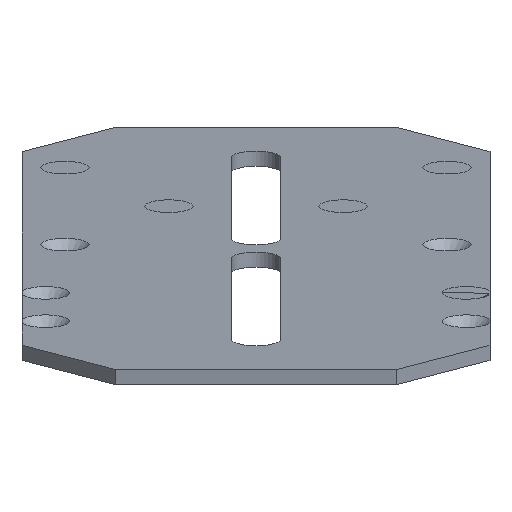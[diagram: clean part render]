
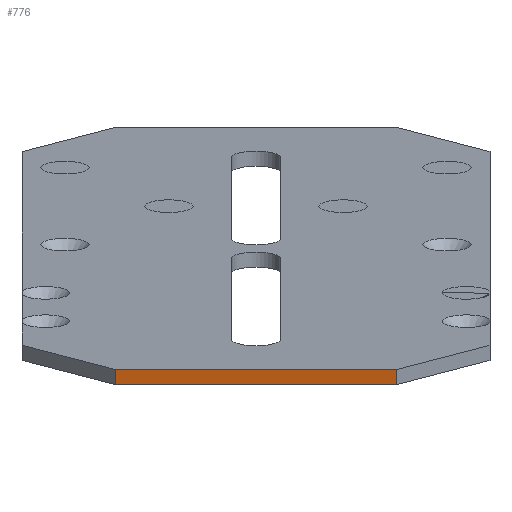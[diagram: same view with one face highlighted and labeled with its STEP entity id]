
A CAD part, front view. The second image highlights one B-rep face of the part: STEP entity #776.
In plain terms, the highlighted planar face has unit normal (0, -0.966, -0.259).
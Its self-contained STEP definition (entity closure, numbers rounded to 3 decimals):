
#64=PLANE('',#868);
#102=FACE_OUTER_BOUND('',#160,.T.);
#160=EDGE_LOOP('',(#713,#714,#715,#716));
#175=LINE('',#1133,#239);
#220=LINE('',#1308,#284);
#221=LINE('',#1311,#285);
#226=LINE('',#1319,#290);
#239=VECTOR('',#903,10.);
#284=VECTOR('',#1074,10.);
#285=VECTOR('',#1077,10.);
#290=VECTOR('',#1084,10.);
#349=VERTEX_POINT('',#1130);
#350=VERTEX_POINT('',#1132);
#399=VERTEX_POINT('',#1306);
#400=VERTEX_POINT('',#1310);
#420=EDGE_CURVE('',#349,#350,#175,.T.);
#504=EDGE_CURVE('',#350,#399,#220,.T.);
#505=EDGE_CURVE('',#399,#400,#221,.T.);
#510=EDGE_CURVE('',#400,#349,#226,.T.);
#713=ORIENTED_EDGE('',*,*,#504,.F.);
#714=ORIENTED_EDGE('',*,*,#420,.F.);
#715=ORIENTED_EDGE('',*,*,#510,.F.);
#716=ORIENTED_EDGE('',*,*,#505,.F.);
#776=ADVANCED_FACE('',(#102),#64,.T.);
#868=AXIS2_PLACEMENT_3D('',#1318,#1082,#1083);
#903=DIRECTION('',(1.,0.,0.));
#1074=DIRECTION('',(0.,0.259,-0.966));
#1077=DIRECTION('',(-1.,0.,0.));
#1082=DIRECTION('center_axis',(0.,-0.966,
-0.259));
#1083=DIRECTION('ref_axis',(-1.,0.,0.));
#1084=DIRECTION('',(0.,-0.259,0.966));
#1130=CARTESIAN_POINT('',(-18.,-32.035,27.651));
#1132=CARTESIAN_POINT('',(18.,-32.035,27.651));
#1133=CARTESIAN_POINT('',(-30.,-32.035,27.651));
#1306=CARTESIAN_POINT('',(18.,-31.517,25.719));
#1308=CARTESIAN_POINT('',(18.,-32.035,27.651));
#1310=CARTESIAN_POINT('',(-18.,-31.517,25.719));
#1311=CARTESIAN_POINT('',(-30.,-31.517,25.719));
#1318=CARTESIAN_POINT('Origin',(30.,-32.035,27.651));
#1319=CARTESIAN_POINT('',(-18.,-32.035,27.651));
